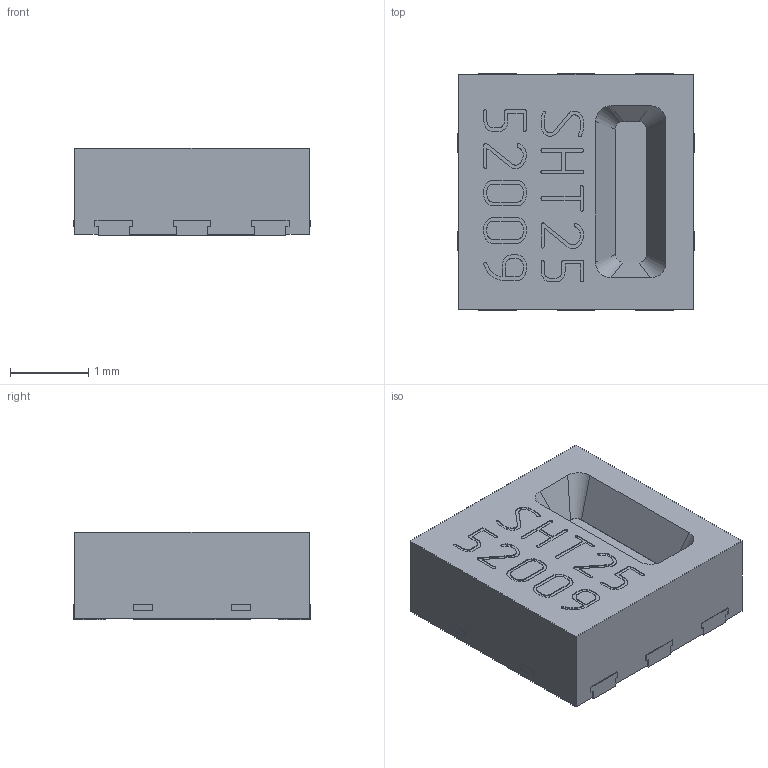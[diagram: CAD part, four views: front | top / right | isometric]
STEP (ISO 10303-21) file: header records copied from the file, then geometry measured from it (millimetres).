
FILE_DESCRIPTION(('STEP AP214'), '1');
FILE_NAME('Sht25', '', ('UNSPECIFIED'), ('UNSPECIFIED'), 'C3D Converter', 'C3D Toolkit', '');
FILE_SCHEMA(('AUTOMOTIVE_DESIGN { 1 0 10303 214 3 1 1}'));
Length unit declared in the file: millimetre
Bounding box: 3.02 x 3.02 x 1.12 mm (x, y, z)
Volume: 9.3 mm3; surface area: 33.6 mm2
Topology: 1 solids, 1 shells, 419 faces, 1186 edges, 788 vertices
Faces by surface type: plane 209, extrusion 190, cylinder 16, bspline 4
Entity records: 17223 total; most frequent: CARTESIAN_POINT 3690, ORIENTED_EDGE 2372, DIRECTION 1484, EDGE_CURVE 1186, VECTOR 960, VERTEX_POINT 788, LINE 770, B_SPLINE_CURVE_WITH_KNOTS 570
